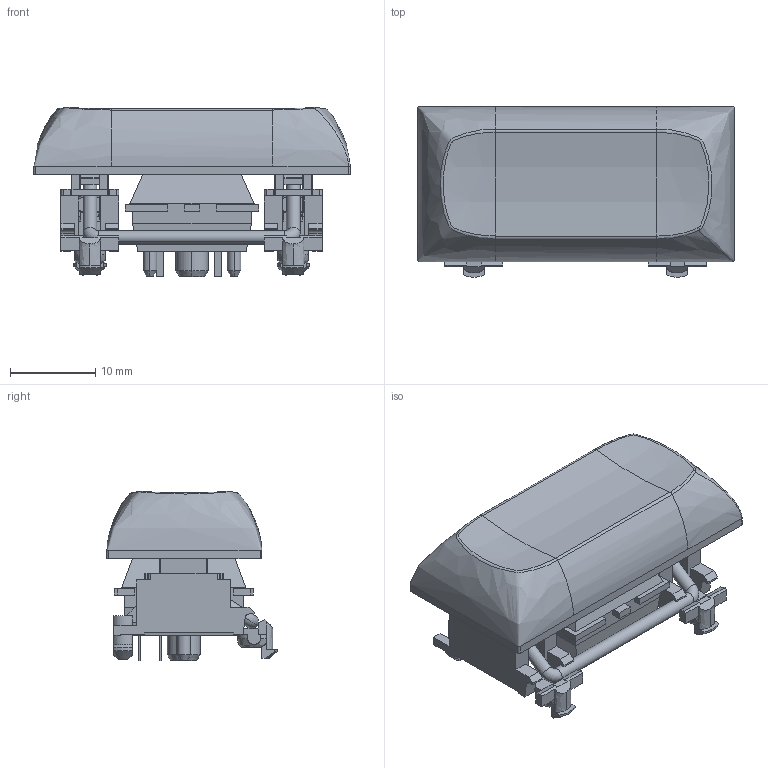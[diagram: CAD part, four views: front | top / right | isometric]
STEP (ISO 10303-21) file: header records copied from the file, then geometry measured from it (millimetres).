
FILE_DESCRIPTION(('FreeCAD Model'),'2;1');
FILE_NAME( 'CHERRY_MX_2U_PCBMount_DSA_Stabilizer.step', '2017-11-22T21:48:59',('kicad StepUp'),('ksu MCAD'), 'Open CASCADE STEP processor 6.8','FreeCAD','Unknown');
FILE_SCHEMA(('AUTOMOTIVE_DESIGN_CC2 { 1 2 10303 214 -1 1 5 4 }'));
Length unit declared in the file: millimetre
Products named in the file (2): ASSEMBLY; CHERRY_MX_2U_PCBMount_DSA_Stabilizer
Assembly tree (1 placements, depth 2):
  ASSEMBLY
    CHERRY_MX_2U_PCBMount_DSA_Stabilizer
Bounding box: 37.2 x 20 x 19.88 mm (x, y, z)
Volume: 5278.1 mm3; surface area: 5717.3 mm2
Topology: 1 solids, 8 shells, 968 faces, 2655 edges, 1662 vertices
Faces by surface type: plane 547, cylinder 267, bspline 52, sphere 46, torus 26, cone 18, revolution 12
Full cylindrical faces by diameter (mm): 5.6 x3
Entity records: 42260 total; most frequent: CARTESIAN_POINT 11431, ORIENTED_EDGE 5218, DIRECTION 4770, EDGE_CURVE 2609, LINE 1762, VECTOR 1762, VERTEX_POINT 1662, AXIS2_PLACEMENT_3D 1498
